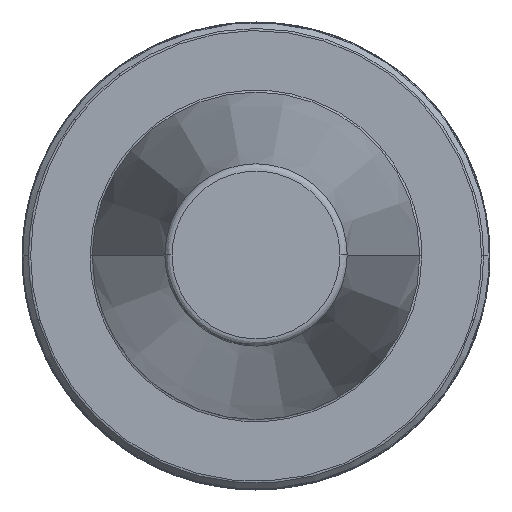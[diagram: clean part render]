
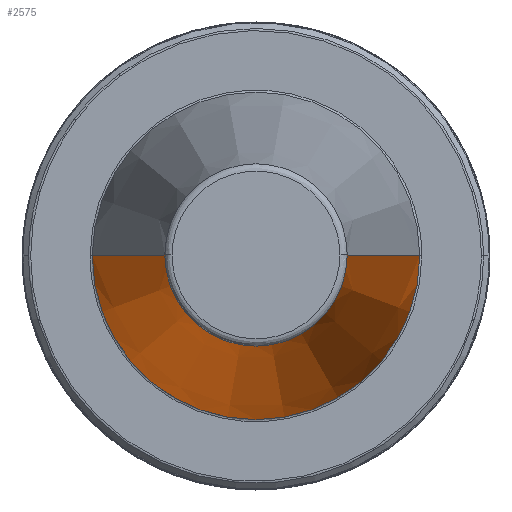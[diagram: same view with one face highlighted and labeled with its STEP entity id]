
A CAD part, top view. The second image highlights one B-rep face of the part: STEP entity #2575.
In plain terms, the highlighted conical face has half-angle 8.297 degrees and reference radius 22.225 mm.
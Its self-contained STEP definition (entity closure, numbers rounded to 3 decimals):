
#354 = EDGE_CURVE ( 'NONE', #2271, #374, #592, .T. ) ;
#374 = VERTEX_POINT ( 'NONE', #1307 ) ;
#547 = EDGE_CURVE ( 'NONE', #1623, #1583, #2807, .T. ) ;
#592 = CIRCLE ( 'NONE', #1392, 22.225 ) ;
#605 = DIRECTION ( 'NONE',  ( 0., 0., 1. ) ) ;
#628 = AXIS2_PLACEMENT_3D ( 'NONE', #2269, #2731, #2703 ) ;
#656 = EDGE_CURVE ( 'NONE', #1623, #374, #2080, .T. ) ;
#728 = DIRECTION ( 'NONE',  ( 0.144, 0., -0.99 ) ) ;
#826 = ORIENTED_EDGE ( 'NONE', *, *, #354, .T. ) ;
#1058 = LINE ( 'NONE', #2000, #2778 ) ;
#1094 = ORIENTED_EDGE ( 'NONE', *, *, #1850, .T. ) ;
#1168 = CARTESIAN_POINT ( 'NONE',  ( 22.225, 0., 0. ) ) ;
#1307 = CARTESIAN_POINT ( 'NONE',  ( 22.225, 0., 0. ) ) ;
#1390 = CARTESIAN_POINT ( 'NONE',  ( 12.375, 0., 67.544 ) ) ;
#1392 = AXIS2_PLACEMENT_3D ( 'NONE', #2883, #605, #2424 ) ;
#1522 = CARTESIAN_POINT ( 'NONE',  ( 0., 0., 0. ) ) ;
#1533 = DIRECTION ( 'NONE',  ( -1., 0., 0. ) ) ;
#1583 = VERTEX_POINT ( 'NONE', #1849 ) ;
#1623 = VERTEX_POINT ( 'NONE', #1390 ) ;
#1769 = DIRECTION ( 'NONE',  ( -0.144, 0., -0.99 ) ) ;
#1849 = CARTESIAN_POINT ( 'NONE',  ( -12.375, 0., 67.544 ) ) ;
#1850 = EDGE_CURVE ( 'NONE', #1583, #2271, #1058, .T. ) ;
#2000 = CARTESIAN_POINT ( 'NONE',  ( -22.225, 0., 0. ) ) ;
#2080 = LINE ( 'NONE', #1168, #2468 ) ;
#2095 = AXIS2_PLACEMENT_3D ( 'NONE', #1522, #2878, #1533 ) ;
#2269 = CARTESIAN_POINT ( 'NONE',  ( 0., 0., 67.544 ) ) ;
#2271 = VERTEX_POINT ( 'NONE', #2436 ) ;
#2381 = ORIENTED_EDGE ( 'NONE', *, *, #656, .F. ) ;
#2424 = DIRECTION ( 'NONE',  ( -1., 0., 0. ) ) ;
#2436 = CARTESIAN_POINT ( 'NONE',  ( -22.225, 0., 0. ) ) ;
#2468 = VECTOR ( 'NONE', #728, 1000. ) ;
#2575 = ADVANCED_FACE ( 'NONE', ( #3003 ), #3001, .T. ) ;
#2613 = ORIENTED_EDGE ( 'NONE', *, *, #547, .T. ) ;
#2703 = DIRECTION ( 'NONE',  ( -1., 0., 0. ) ) ;
#2726 = EDGE_LOOP ( 'NONE', ( #2381, #2613, #1094, #826 ) ) ;
#2731 = DIRECTION ( 'NONE',  ( 0., 0., -1. ) ) ;
#2778 = VECTOR ( 'NONE', #1769, 1000. ) ;
#2807 = CIRCLE ( 'NONE', #628, 12.375 ) ;
#2878 = DIRECTION ( 'NONE',  ( 0., 0., -1. ) ) ;
#2883 = CARTESIAN_POINT ( 'NONE',  ( 0., 0., 0. ) ) ;
#3001 = CONICAL_SURFACE ( 'NONE', #2095, 22.225, 0.145 ) ;
#3003 = FACE_OUTER_BOUND ( 'NONE', #2726, .T. ) ;
